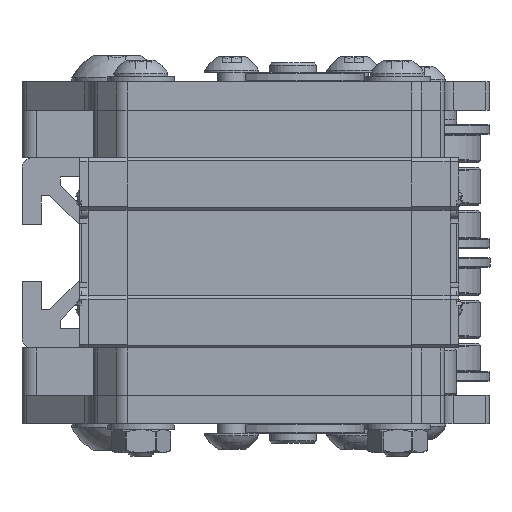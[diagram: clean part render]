
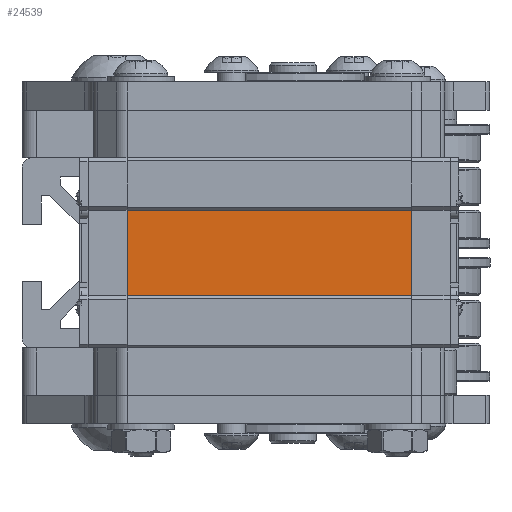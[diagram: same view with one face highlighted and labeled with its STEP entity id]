
A CAD part, left-side view. The second image highlights one B-rep face of the part: STEP entity #24539.
In plain terms, the highlighted planar face has unit normal (-1, 0, 0).
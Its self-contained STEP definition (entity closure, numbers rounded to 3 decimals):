
#2531=FACE_OUTER_BOUND('',#4010,.T.);
#4010=EDGE_LOOP('',(#20735,#20736,#20737,#20738));
#5992=LINE('',#41839,#8171);
#5993=LINE('',#41841,#8172);
#5994=LINE('',#41843,#8173);
#5995=LINE('',#41844,#8174);
#8171=VECTOR('',#33295,29.9);
#8172=VECTOR('',#33296,9.);
#8173=VECTOR('',#33297,29.9);
#8174=VECTOR('',#33298,9.);
#11682=VERTEX_POINT('',#41837);
#11683=VERTEX_POINT('',#41838);
#11684=VERTEX_POINT('',#41840);
#11685=VERTEX_POINT('',#41842);
#14818=EDGE_CURVE('',#11682,#11683,#5992,.T.);
#14819=EDGE_CURVE('',#11683,#11684,#5993,.T.);
#14820=EDGE_CURVE('',#11685,#11684,#5994,.T.);
#14821=EDGE_CURVE('',#11682,#11685,#5995,.T.);
#20735=ORIENTED_EDGE('',*,*,#14818,.T.);
#20736=ORIENTED_EDGE('',*,*,#14819,.T.);
#20737=ORIENTED_EDGE('',*,*,#14820,.F.);
#20738=ORIENTED_EDGE('',*,*,#14821,.F.);
#23370=PLANE('',#27159);
#24539=ADVANCED_FACE('',(#2531),#23370,.F.);
#27159=AXIS2_PLACEMENT_3D('',#41836,#33293,#33294);
#33293=DIRECTION('center_axis',(1.,0.,0.));
#33294=DIRECTION('ref_axis',(0.,1.,0.));
#33295=DIRECTION('',(0.,-1.,0.));
#33296=DIRECTION('',(0.,0.,1.));
#33297=DIRECTION('',(0.,-1.,0.));
#33298=DIRECTION('',(0.,0.,1.));
#41836=CARTESIAN_POINT('Origin',(148.968,219.998,-180.957));
#41837=CARTESIAN_POINT('',(148.968,219.998,-185.457));
#41838=CARTESIAN_POINT('',(148.968,190.098,-185.457));
#41839=CARTESIAN_POINT('',(148.968,219.998,-185.457));
#41840=CARTESIAN_POINT('',(148.968,190.098,-176.457));
#41841=CARTESIAN_POINT('',(148.968,190.098,-185.457));
#41842=CARTESIAN_POINT('',(148.968,219.998,-176.457));
#41843=CARTESIAN_POINT('',(148.968,219.998,-176.457));
#41844=CARTESIAN_POINT('',(148.968,219.998,-185.457));
